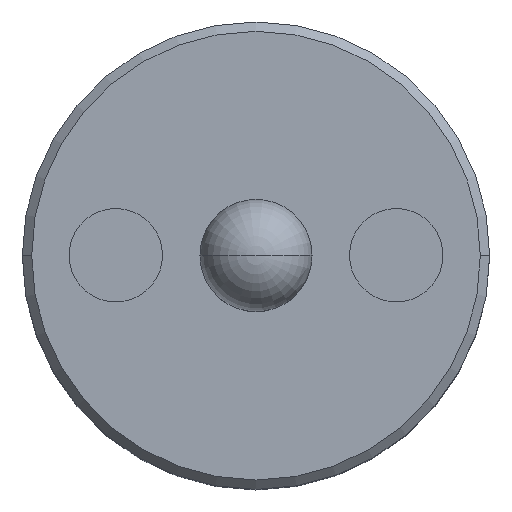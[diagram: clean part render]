
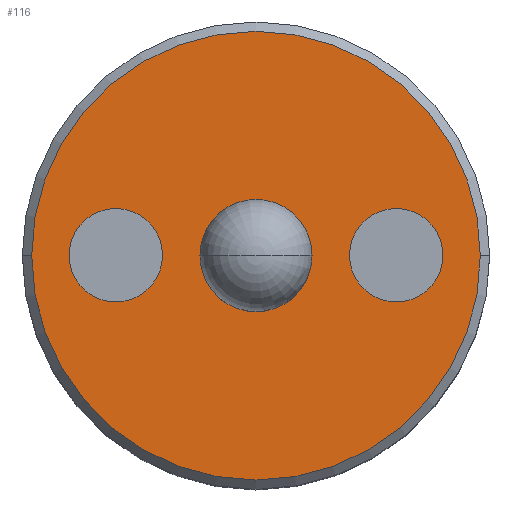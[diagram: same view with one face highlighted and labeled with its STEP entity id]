
A CAD part, top view. The second image highlights one B-rep face of the part: STEP entity #116.
In plain terms, the highlighted planar face has unit normal (0, 0, 1).
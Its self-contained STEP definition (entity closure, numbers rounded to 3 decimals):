
#15 = ORIENTED_EDGE ( 'NONE', *, *, #82, .F. ) ;
#21 = ORIENTED_EDGE ( 'NONE', *, *, #169, .T. ) ;
#40 = EDGE_CURVE ( 'NONE', #237, #224, #498, .T. ) ;
#73 = ORIENTED_EDGE ( 'NONE', *, *, #80, .F. ) ;
#74 = EDGE_LOOP ( 'NONE', ( #75, #21 ) ) ;
#75 = ORIENTED_EDGE ( 'NONE', *, *, #102, .T. ) ;
#76 = EDGE_CURVE ( 'NONE', #231, #230, #292, .T. ) ;
#79 = ORIENTED_EDGE ( 'NONE', *, *, #76, .F. ) ;
#80 = EDGE_CURVE ( 'NONE', #224, #237, #307, .T. ) ;
#82 = EDGE_CURVE ( 'NONE', #177, #161, #283, .T. ) ;
#83 = ORIENTED_EDGE ( 'NONE', *, *, #151, .F. ) ;
#102 = EDGE_CURVE ( 'NONE', #219, #166, #427, .T. ) ;
#116 = ADVANCED_FACE ( 'NONE', ( #423, #459, #430, #467 ), #463, .T. ) ;
#117 = EDGE_LOOP ( 'NONE', ( #73, #118 ) ) ;
#118 = ORIENTED_EDGE ( 'NONE', *, *, #40, .F. ) ;
#125 = EDGE_LOOP ( 'NONE', ( #79, #133 ) ) ;
#133 = ORIENTED_EDGE ( 'NONE', *, *, #176, .F. ) ;
#145 = EDGE_LOOP ( 'NONE', ( #15, #83 ) ) ;
#151 = EDGE_CURVE ( 'NONE', #161, #177, #153, .T. ) ;
#153 = CIRCLE ( 'NONE', #241, 2.5 ) ;
#161 = VERTEX_POINT ( 'NONE', #568 ) ;
#166 = VERTEX_POINT ( 'NONE', #539 ) ;
#169 = EDGE_CURVE ( 'NONE', #166, #219, #532, .T. ) ;
#176 = EDGE_CURVE ( 'NONE', #230, #231, #526, .T. ) ;
#177 = VERTEX_POINT ( 'NONE', #636 ) ;
#181 = DIRECTION ( 'NONE',  ( 0., 0., 1. ) ) ;
#182 = CARTESIAN_POINT ( 'NONE',  ( -7.5, 0.024, 20. ) ) ;
#190 = DIRECTION ( 'NONE',  ( -1., 0., 0. ) ) ;
#219 = VERTEX_POINT ( 'NONE', #646 ) ;
#224 = VERTEX_POINT ( 'NONE', #642 ) ;
#230 = VERTEX_POINT ( 'NONE', #567 ) ;
#231 = VERTEX_POINT ( 'NONE', #555 ) ;
#237 = VERTEX_POINT ( 'NONE', #562 ) ;
#241 = AXIS2_PLACEMENT_3D ( 'NONE', #182, #181, #190 ) ;
#283 = CIRCLE ( 'NONE', #297, 2.5 ) ;
#285 = DIRECTION ( 'NONE',  ( 1., 0., 0. ) ) ;
#286 = DIRECTION ( 'NONE',  ( 0., 0., 1. ) ) ;
#287 = CARTESIAN_POINT ( 'NONE',  ( 7.5, 0.024, 20. ) ) ;
#288 = AXIS2_PLACEMENT_3D ( 'NONE', #287, #286, #285 ) ;
#289 = DIRECTION ( 'NONE',  ( 1., 0., 0. ) ) ;
#290 = DIRECTION ( 'NONE',  ( 0., 0., 1. ) ) ;
#291 = CARTESIAN_POINT ( 'NONE',  ( 0., 0., 20. ) ) ;
#292 = CIRCLE ( 'NONE', #299, 3. ) ;
#297 = AXIS2_PLACEMENT_3D ( 'NONE', #382, #381, #380 ) ;
#299 = AXIS2_PLACEMENT_3D ( 'NONE', #291, #290, #289 ) ;
#307 = CIRCLE ( 'NONE', #288, 2.5 ) ;
#368 = AXIS2_PLACEMENT_3D ( 'NONE', #426, #425, #424 ) ;
#380 = DIRECTION ( 'NONE',  ( -1., 0., 0. ) ) ;
#381 = DIRECTION ( 'NONE',  ( 0., 0., 1. ) ) ;
#382 = CARTESIAN_POINT ( 'NONE',  ( -7.5, 0.024, 20. ) ) ;
#396 = DIRECTION ( 'NONE',  ( 1., 0., 0. ) ) ;
#397 = DIRECTION ( 'NONE',  ( 0., 0., 1. ) ) ;
#398 = CARTESIAN_POINT ( 'NONE',  ( 7.5, 0.024, 20. ) ) ;
#423 = FACE_BOUND ( 'NONE', #145, .T. ) ;
#424 = DIRECTION ( 'NONE',  ( 1., 0., 0. ) ) ;
#425 = DIRECTION ( 'NONE',  ( 0., 0., 1. ) ) ;
#426 = CARTESIAN_POINT ( 'NONE',  ( 0., 0., 20. ) ) ;
#427 = CIRCLE ( 'NONE', #368, 12. ) ;
#430 = FACE_BOUND ( 'NONE', #125, .T. ) ;
#437 = CARTESIAN_POINT ( 'NONE',  ( 0., 0., 20. ) ) ;
#455 = DIRECTION ( 'NONE',  ( 1., 0., 0. ) ) ;
#456 = DIRECTION ( 'NONE',  ( 0., 0., 1. ) ) ;
#458 = AXIS2_PLACEMENT_3D ( 'NONE', #437, #456, #455 ) ;
#459 = FACE_BOUND ( 'NONE', #117, .T. ) ;
#463 = PLANE ( 'NONE',  #458 ) ;
#467 = FACE_OUTER_BOUND ( 'NONE', #74, .T. ) ;
#479 = AXIS2_PLACEMENT_3D ( 'NONE', #398, #397, #396 ) ;
#498 = CIRCLE ( 'NONE', #479, 2.5 ) ;
#521 = AXIS2_PLACEMENT_3D ( 'NONE', #533, #632, #631 ) ;
#523 = DIRECTION ( 'NONE',  ( 1., 0., 0. ) ) ;
#524 = DIRECTION ( 'NONE',  ( 0., 0., 1. ) ) ;
#525 = CARTESIAN_POINT ( 'NONE',  ( 0., 0., 20. ) ) ;
#526 = CIRCLE ( 'NONE', #521, 3. ) ;
#527 = AXIS2_PLACEMENT_3D ( 'NONE', #525, #524, #523 ) ;
#532 = CIRCLE ( 'NONE', #527, 12. ) ;
#533 = CARTESIAN_POINT ( 'NONE',  ( 0., 0., 20. ) ) ;
#539 = CARTESIAN_POINT ( 'NONE',  ( 12., 0., 20. ) ) ;
#555 = CARTESIAN_POINT ( 'NONE',  ( -3., 0., 20. ) ) ;
#562 = CARTESIAN_POINT ( 'NONE',  ( 5., 0.024, 20. ) ) ;
#567 = CARTESIAN_POINT ( 'NONE',  ( 3., 0., 20. ) ) ;
#568 = CARTESIAN_POINT ( 'NONE',  ( -10., 0.024, 20. ) ) ;
#631 = DIRECTION ( 'NONE',  ( 1., 0., 0. ) ) ;
#632 = DIRECTION ( 'NONE',  ( 0., 0., 1. ) ) ;
#636 = CARTESIAN_POINT ( 'NONE',  ( -5., 0.024, 20. ) ) ;
#642 = CARTESIAN_POINT ( 'NONE',  ( 10., 0.024, 20. ) ) ;
#646 = CARTESIAN_POINT ( 'NONE',  ( -12., 0., 20. ) ) ;
